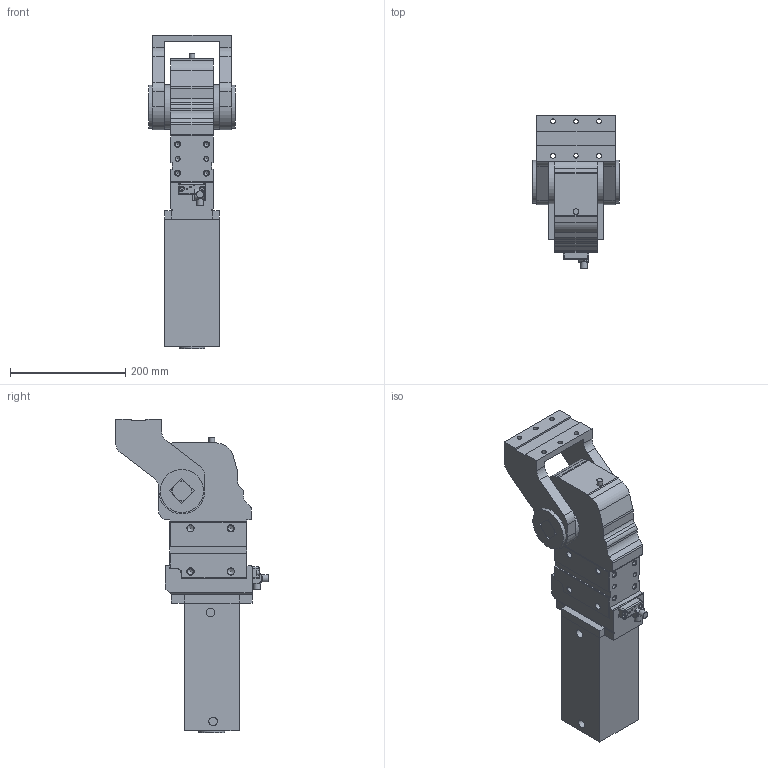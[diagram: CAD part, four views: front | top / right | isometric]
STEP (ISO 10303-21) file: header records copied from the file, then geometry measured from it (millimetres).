
FILE_DESCRIPTION(/* description */ (''),/* implementation_level */ '2;1');
FILE_NAME(/* name */ 'P80E1G2N90.iam.stp',/* time_stamp */ '2021-08-23T16:49:30+02:00',/* author */ ('D. Donadoni'),/* organization */ (''),/* preprocessor_version */ 'ST-DEVELOPER v18.1',/* originating_system */ 'Autodesk Inventor 2021',/* authorisation */ '');
FILE_SCHEMA (('AUTOMOTIVE_DESIGN { 1 0 10303 214 3 1 1 }'));
Length unit declared in the file: millimetre
Products named in the file (5): P80E1G2N90; #12289; ES001; ES001_CONN_90°; P80_tavola
Assembly tree (4 placements, depth 2):
  P80E1G2N90
    #12289
    ES001
    ES001_CONN_90°
    P80_tavola
Bounding box: 150 x 265.3 x 545.5 mm (x, y, z)
Volume: 5740138 mm3; surface area: 366952.3 mm2
Topology: 4 solids, 4 shells, 408 faces, 1002 edges, 636 vertices
Faces by surface type: plane 220, cylinder 123, cone 46, bspline 9, torus 8, sphere 2
Full cylindrical faces by diameter (mm): 4.134 x2, 5 x4, 5.489 x4, 8 x6, 8.376 x12, 8.5 x4, 10 x1, 10.106 x4, 12 x6, 14.95 x2, 44.5 x1, 75 x2, 77 x2
Entity records: 12280 total; most frequent: CARTESIAN_POINT 2298, DIRECTION 2086, ORIENTED_EDGE 1960, EDGE_CURVE 980, AXIS2_PLACEMENT_3D 714, LINE 658, VECTOR 658, VERTEX_POINT 636
